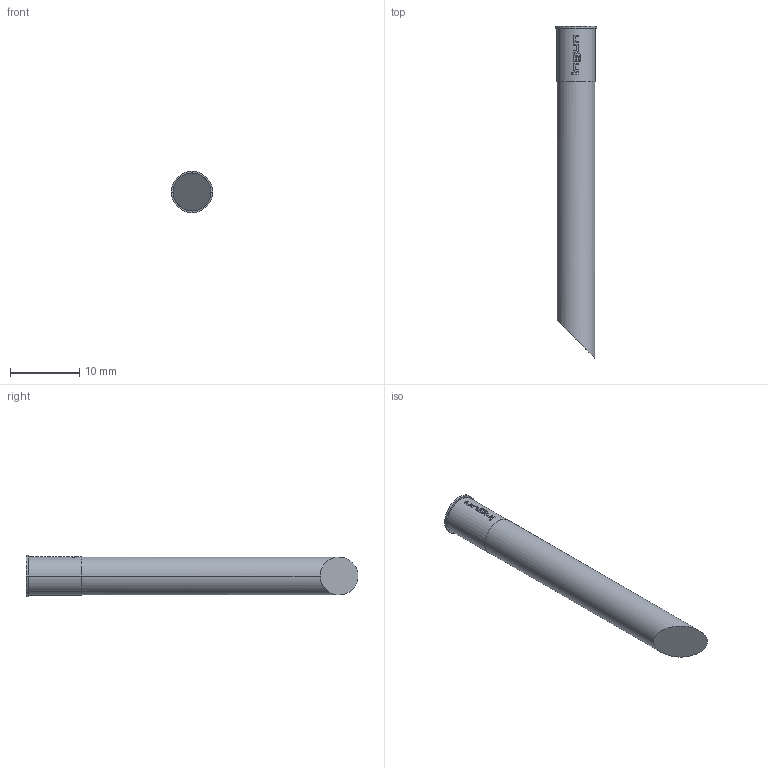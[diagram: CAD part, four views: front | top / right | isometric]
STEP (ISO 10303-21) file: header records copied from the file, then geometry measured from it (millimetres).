
FILE_DESCRIPTION (( 'STEP AP203' ), '1' );
FILE_NAME ('INGUN_KS-419_23.STEP', '2022-02-09T05:27:54', ( 'ochi' ), ( '' ), 'SwSTEP 2.0', 'SolidWorks 2018', '' );
FILE_SCHEMA (( 'CONFIG_CONTROL_DESIGN' ));
Length unit declared in the file: millimetre
Products named in the file (1): INGUN_KS-419_23
Bounding box: 6 x 48 x 6 mm (x, y, z)
Volume: 1069.2 mm3; surface area: 847.7 mm2
Topology: 1 solids, 1 shells, 101 faces, 264 edges, 172 vertices
Faces by surface type: plane 45, bspline 34, cylinder 20, cone 2
Entity records: 3743 total; most frequent: CARTESIAN_POINT 1436, ORIENTED_EDGE 528, DIRECTION 370, EDGE_CURVE 264, VERTEX_POINT 172, AXIS2_PLACEMENT_3D 146, EDGE_LOOP 108, B_SPLINE_CURVE_WITH_KNOTS 106
